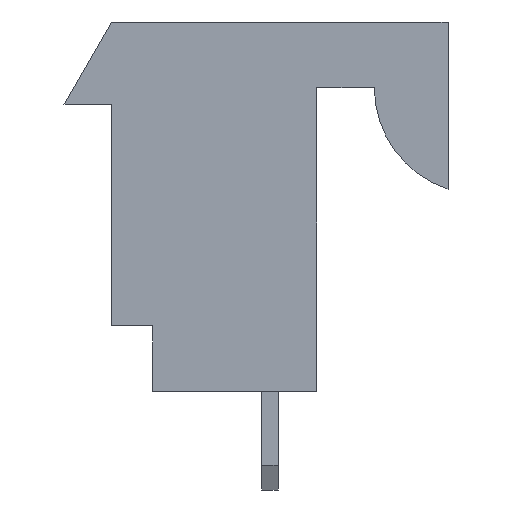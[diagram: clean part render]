
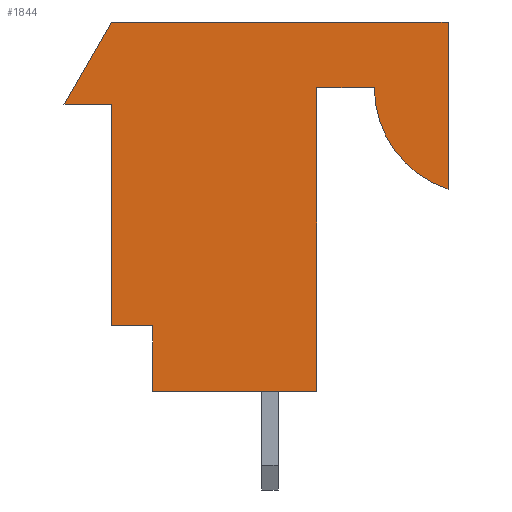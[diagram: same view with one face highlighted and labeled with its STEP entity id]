
A CAD part, left-side view. The second image highlights one B-rep face of the part: STEP entity #1844.
In plain terms, the highlighted planar face has unit normal (-1, 0, 0).
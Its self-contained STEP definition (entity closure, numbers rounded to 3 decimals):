
#1=DIRECTION('',(0.,0.,1.));
#2=VECTOR('',#1,6.86);
#3=CARTESIAN_POINT('',(-5.893,10.41,-9.4));
#4=LINE('',#3,#2);
#5=DIRECTION('',(0.,-1.,0.));
#6=VECTOR('',#5,1.47);
#7=CARTESIAN_POINT('',(-5.893,11.88,-2.54));
#8=LINE('',#7,#6);
#9=DIRECTION('',(0.,0.501,-0.866));
#10=VECTOR('',#9,2.935);
#11=CARTESIAN_POINT('',(-5.893,10.41,0.));
#12=LINE('',#11,#10);
#13=DIRECTION('',(0.,-1.,0.));
#14=VECTOR('',#13,10.41);
#15=CARTESIAN_POINT('',(-5.893,10.41,0.));
#16=LINE('',#15,#14);
#17=DIRECTION('',(0.,0.,-1.));
#18=VECTOR('',#17,5.168);
#19=CARTESIAN_POINT('',(-5.893,0.,0.));
#20=LINE('',#19,#18);
#21=CARTESIAN_POINT('',(-5.893,-1.02,-2.03));
#22=DIRECTION('',(1.,0.,0.));
#23=DIRECTION('',(0.,0.309,-0.951));
#24=AXIS2_PLACEMENT_3D('',#21,#22,#23);
#26=DIRECTION('',(0.,1.,0.));
#27=VECTOR('',#26,1.78);
#28=CARTESIAN_POINT('',(-5.893,2.28,-2.03));
#29=LINE('',#28,#27);
#30=DIRECTION('',(0.,0.,-1.));
#31=VECTOR('',#30,9.4);
#32=CARTESIAN_POINT('',(-5.893,4.06,-2.03));
#33=LINE('',#32,#31);
#34=DIRECTION('',(0.,1.,0.));
#35=VECTOR('',#34,5.08);
#36=CARTESIAN_POINT('',(-5.893,4.06,-11.43));
#37=LINE('',#36,#35);
#38=DIRECTION('',(0.,0.,1.));
#39=VECTOR('',#38,2.03);
#40=CARTESIAN_POINT('',(-5.893,9.14,-11.43));
#41=LINE('',#40,#39);
#42=DIRECTION('',(0.,1.,0.));
#43=VECTOR('',#42,1.27);
#44=CARTESIAN_POINT('',(-5.893,9.14,-9.4));
#45=LINE('',#44,#43);
#1371=CARTESIAN_POINT('',(-5.893,0.,0.));
#1372=CARTESIAN_POINT('',(-5.893,0.,-5.168));
#1373=VERTEX_POINT('',#1371);
#1374=VERTEX_POINT('',#1372);
#1375=CARTESIAN_POINT('',(-5.893,2.28,-2.03));
#1376=CARTESIAN_POINT('',(-5.893,4.06,-2.03));
#1377=VERTEX_POINT('',#1375);
#1378=VERTEX_POINT('',#1376);
#1379=CARTESIAN_POINT('',(-5.893,4.06,-11.43));
#1380=VERTEX_POINT('',#1379);
#1381=CARTESIAN_POINT('',(-5.893,9.14,-11.43));
#1382=VERTEX_POINT('',#1381);
#1383=CARTESIAN_POINT('',(-5.893,9.14,-9.4));
#1384=VERTEX_POINT('',#1383);
#1385=CARTESIAN_POINT('',(-5.893,10.41,-9.4));
#1386=VERTEX_POINT('',#1385);
#1575=CARTESIAN_POINT('',(-5.893,10.41,-2.54));
#1576=VERTEX_POINT('',#1575);
#1577=CARTESIAN_POINT('',(-5.893,10.41,0.));
#1578=VERTEX_POINT('',#1577);
#1592=CARTESIAN_POINT('',(-5.893,11.88,-2.54));
#1594=VERTEX_POINT('',#1592);
#1815=CARTESIAN_POINT('',(-5.893,0.,0.));
#1816=DIRECTION('',(1.,0.,0.));
#1817=DIRECTION('',(0.,0.,-1.));
#1818=AXIS2_PLACEMENT_3D('',#1815,#1816,#1817);
#1819=PLANE('',#1818);
#1821=ORIENTED_EDGE('',*,*,#1820,.T.);
#1823=ORIENTED_EDGE('',*,*,#1822,.F.);
#1825=ORIENTED_EDGE('',*,*,#1824,.F.);
#1827=ORIENTED_EDGE('',*,*,#1826,.T.);
#1829=ORIENTED_EDGE('',*,*,#1828,.T.);
#1831=ORIENTED_EDGE('',*,*,#1830,.T.);
#1833=ORIENTED_EDGE('',*,*,#1832,.T.);
#1835=ORIENTED_EDGE('',*,*,#1834,.T.);
#1837=ORIENTED_EDGE('',*,*,#1836,.T.);
#1839=ORIENTED_EDGE('',*,*,#1838,.T.);
#1841=ORIENTED_EDGE('',*,*,#1840,.T.);
#1842=EDGE_LOOP('',(#1821,#1823,#1825,#1827,#1829,#1831,#1833,#1835,#1837,#1839,
#1841));
#1843=FACE_OUTER_BOUND('',#1842,.F.);
#1844=ADVANCED_FACE('',(#1843),#1819,.F.);
#25=CIRCLE('',#24,3.3);
#1820=EDGE_CURVE('',#1386,#1576,#4,.T.);
#1822=EDGE_CURVE('',#1594,#1576,#8,.T.);
#1824=EDGE_CURVE('',#1578,#1594,#12,.T.);
#1826=EDGE_CURVE('',#1578,#1373,#16,.T.);
#1828=EDGE_CURVE('',#1373,#1374,#20,.T.);
#1830=EDGE_CURVE('',#1374,#1377,#25,.T.);
#1832=EDGE_CURVE('',#1377,#1378,#29,.T.);
#1834=EDGE_CURVE('',#1378,#1380,#33,.T.);
#1836=EDGE_CURVE('',#1380,#1382,#37,.T.);
#1838=EDGE_CURVE('',#1382,#1384,#41,.T.);
#1840=EDGE_CURVE('',#1384,#1386,#45,.T.);
